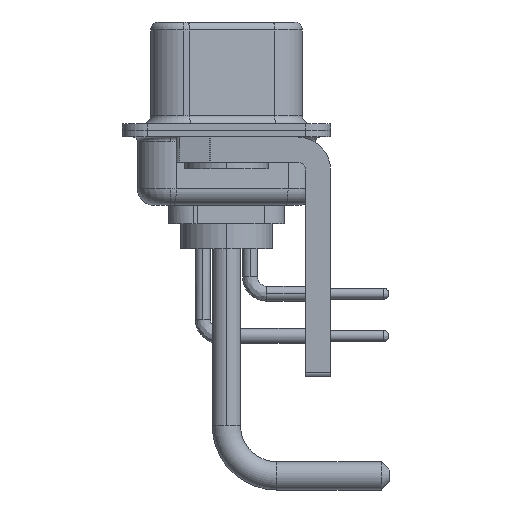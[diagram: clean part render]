
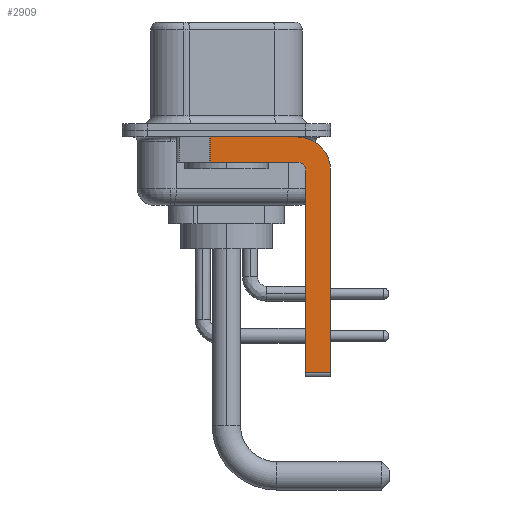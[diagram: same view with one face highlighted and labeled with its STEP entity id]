
A CAD part, left-side view. The second image highlights one B-rep face of the part: STEP entity #2909.
In plain terms, the highlighted planar face has unit normal (-1, 0, 0).
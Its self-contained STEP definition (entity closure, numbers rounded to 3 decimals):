
#279 = ORIENTED_EDGE ( 'NONE', *, *, #879, .F. ) ;
#659 = ORIENTED_EDGE ( 'NONE', *, *, #10387, .F. ) ;
#879 = EDGE_CURVE ( 'NONE', #5263, #9695, #11407, .T. ) ;
#1111 = DIRECTION ( 'NONE',  ( 0., 1., 0. ) ) ;
#1275 = CARTESIAN_POINT ( 'NONE',  ( -2.9, 0.978, -1.9 ) ) ;
#1577 = AXIS2_PLACEMENT_3D ( 'NONE', #6394, #19184, #14747 ) ;
#1589 = CARTESIAN_POINT ( 'NONE',  ( -2.9, 3., -0.4 ) ) ;
#1907 = ORIENTED_EDGE ( 'NONE', *, *, #23170, .T. ) ;
#1982 = VECTOR ( 'NONE', #11280, 1000. ) ;
#2171 = VECTOR ( 'NONE', #21600, 1000. ) ;
#2648 = CARTESIAN_POINT ( 'NONE',  ( -2.9, -6.25, -2.4 ) ) ;
#2881 = VERTEX_POINT ( 'NONE', #1275 ) ;
#2909 = ADVANCED_FACE ( 'NONE', ( #22437 ), #16152, .F. ) ;
#3225 = VECTOR ( 'NONE', #22507, 1000. ) ;
#3777 = EDGE_CURVE ( 'NONE', #23801, #2881, #26290, .T. ) ;
#4571 = VERTEX_POINT ( 'NONE', #20270 ) ;
#5249 = CARTESIAN_POINT ( 'NONE',  ( -2.9, 0.978, -1.9 ) ) ;
#5263 = VERTEX_POINT ( 'NONE', #5730 ) ;
#5730 = CARTESIAN_POINT ( 'NONE',  ( -2.9, -4.75, -14.55 ) ) ;
#5901 = LINE ( 'NONE', #1589, #15662 ) ;
#6394 = CARTESIAN_POINT ( 'NONE',  ( -2.9, -4.25, -2.4 ) ) ;
#6680 = EDGE_CURVE ( 'NONE', #23801, #4571, #5901, .T. ) ;
#7654 = AXIS2_PLACEMENT_3D ( 'NONE', #15748, #11995, #26629 ) ;
#9695 = VERTEX_POINT ( 'NONE', #25817 ) ;
#9877 = LINE ( 'NONE', #18358, #22453 ) ;
#10223 = EDGE_CURVE ( 'NONE', #17962, #14373, #19621, .T. ) ;
#10387 = EDGE_CURVE ( 'NONE', #12039, #2881, #9877, .T. ) ;
#11280 = DIRECTION ( 'NONE',  ( 0., 0., -1. ) ) ;
#11406 = ORIENTED_EDGE ( 'NONE', *, *, #10223, .F. ) ;
#11407 = LINE ( 'NONE', #23798, #23506 ) ;
#11995 = DIRECTION ( 'NONE',  ( 1., 0., 0. ) ) ;
#12039 = VERTEX_POINT ( 'NONE', #25876 ) ;
#14373 = VERTEX_POINT ( 'NONE', #26707 ) ;
#14470 = CIRCLE ( 'NONE', #1577, 2. ) ;
#14747 = DIRECTION ( 'NONE',  ( 0., 0., -1. ) ) ;
#14844 = AXIS2_PLACEMENT_3D ( 'NONE', #22299, #15876, #24258 ) ;
#15662 = VECTOR ( 'NONE', #24850, 1000. ) ;
#15748 = CARTESIAN_POINT ( 'NONE',  ( -2.9, -4.25, -2.4 ) ) ;
#15764 = ORIENTED_EDGE ( 'NONE', *, *, #6680, .F. ) ;
#15876 = DIRECTION ( 'NONE',  ( -1., 0., 0. ) ) ;
#15976 = LINE ( 'NONE', #24498, #2171 ) ;
#16152 = PLANE ( 'NONE',  #7654 ) ;
#17962 = VERTEX_POINT ( 'NONE', #27060 ) ;
#18358 = CARTESIAN_POINT ( 'NONE',  ( -2.9, -4.25, -1.9 ) ) ;
#19184 = DIRECTION ( 'NONE',  ( 1., 0., 0. ) ) ;
#19497 = EDGE_LOOP ( 'NONE', ( #15764, #23359, #659, #23079, #279, #1907, #11406, #22629 ) ) ;
#19621 = LINE ( 'NONE', #2648, #1982 ) ;
#20160 = DIRECTION ( 'NONE',  ( 0., 0., 1. ) ) ;
#20191 = CIRCLE ( 'NONE', #14844, 0.5 ) ;
#20270 = CARTESIAN_POINT ( 'NONE',  ( -2.9, -4.25, -0.4 ) ) ;
#21600 = DIRECTION ( 'NONE',  ( 0., -1., 0. ) ) ;
#22299 = CARTESIAN_POINT ( 'NONE',  ( -2.9, -4.25, -2.4 ) ) ;
#22437 = FACE_OUTER_BOUND ( 'NONE', #19497, .T. ) ;
#22453 = VECTOR ( 'NONE', #1111, 1000. ) ;
#22507 = DIRECTION ( 'NONE',  ( 0., 0., -1. ) ) ;
#22629 = ORIENTED_EDGE ( 'NONE', *, *, #25784, .F. ) ;
#22767 = CARTESIAN_POINT ( 'NONE',  ( -2.9, 0.978, -0.4 ) ) ;
#23079 = ORIENTED_EDGE ( 'NONE', *, *, #24512, .F. ) ;
#23170 = EDGE_CURVE ( 'NONE', #5263, #14373, #15976, .T. ) ;
#23359 = ORIENTED_EDGE ( 'NONE', *, *, #3777, .T. ) ;
#23506 = VECTOR ( 'NONE', #20160, 1000. ) ;
#23798 = CARTESIAN_POINT ( 'NONE',  ( -2.9, -4.75, -14.8 ) ) ;
#23801 = VERTEX_POINT ( 'NONE', #22767 ) ;
#24258 = DIRECTION ( 'NONE',  ( 0., 0., 1. ) ) ;
#24498 = CARTESIAN_POINT ( 'NONE',  ( -2.9, -4.25, -14.55 ) ) ;
#24512 = EDGE_CURVE ( 'NONE', #9695, #12039, #20191, .T. ) ;
#24850 = DIRECTION ( 'NONE',  ( 0., -1., 0. ) ) ;
#25784 = EDGE_CURVE ( 'NONE', #4571, #17962, #14470, .T. ) ;
#25817 = CARTESIAN_POINT ( 'NONE',  ( -2.9, -4.75, -2.4 ) ) ;
#25876 = CARTESIAN_POINT ( 'NONE',  ( -2.9, -4.25, -1.9 ) ) ;
#26290 = LINE ( 'NONE', #5249, #3225 ) ;
#26629 = DIRECTION ( 'NONE',  ( 0., 0., -1. ) ) ;
#26707 = CARTESIAN_POINT ( 'NONE',  ( -2.9, -6.25, -14.55 ) ) ;
#27060 = CARTESIAN_POINT ( 'NONE',  ( -2.9, -6.25, -2.4 ) ) ;
